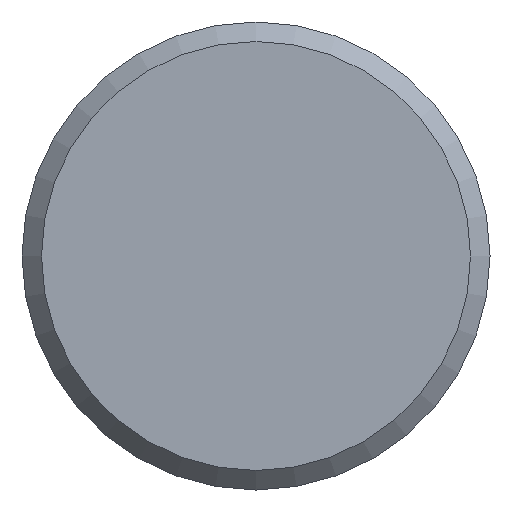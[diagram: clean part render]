
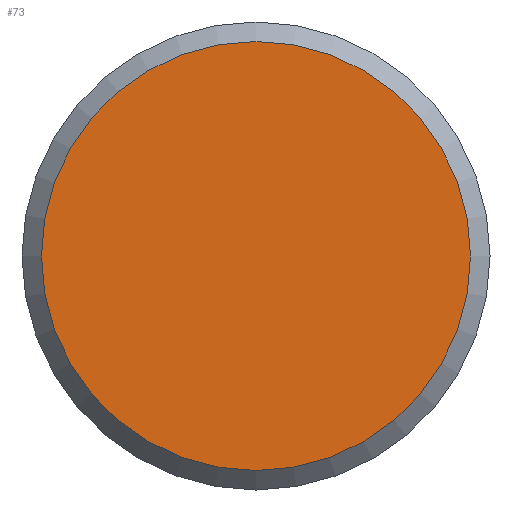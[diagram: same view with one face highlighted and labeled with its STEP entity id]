
A CAD part, front view. The second image highlights one B-rep face of the part: STEP entity #73.
In plain terms, the highlighted planar face has unit normal (0, -1, 0).
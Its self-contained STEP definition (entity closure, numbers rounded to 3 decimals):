
#21=PLANE('',#97);
#26=FACE_OUTER_BOUND('',#31,.T.);
#31=EDGE_LOOP('',(#66));
#41=CIRCLE('',#96,5.5);
#45=VERTEX_POINT('',#140);
#52=EDGE_CURVE('',#45,#45,#41,.T.);
#66=ORIENTED_EDGE('',*,*,#52,.F.);
#73=ADVANCED_FACE('',(#26),#21,.F.);
#96=AXIS2_PLACEMENT_3D('',#142,#120,#121);
#97=AXIS2_PLACEMENT_3D('',#143,#122,#123);
#120=DIRECTION('center_axis',(0.,1.,0.));
#121=DIRECTION('ref_axis',(1.,0.,0.));
#122=DIRECTION('center_axis',(0.,1.,0.));
#123=DIRECTION('ref_axis',(1.,0.,0.));
#140=CARTESIAN_POINT('',(-5.5,0.,0.));
#142=CARTESIAN_POINT('Origin',(0.,0.,0.));
#143=CARTESIAN_POINT('Origin',(0.,0.,0.));
